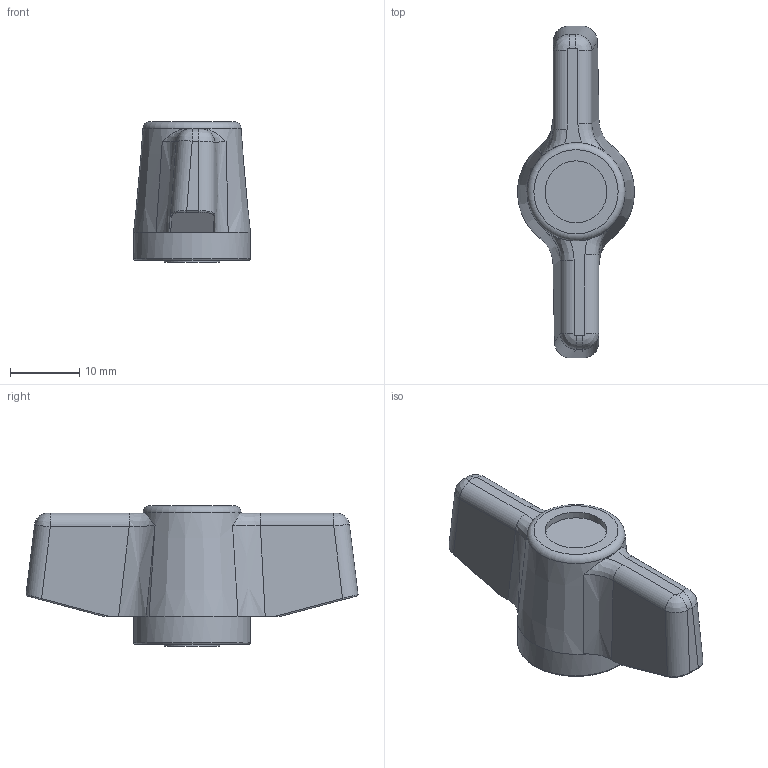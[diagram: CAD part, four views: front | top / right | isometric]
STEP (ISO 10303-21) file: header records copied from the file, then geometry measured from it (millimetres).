
FILE_DESCRIPTION( ( 'Unknown' ), '1' );
FILE_NAME( '6309510_GB48_M06.stp', 'Unknown', ( 'Unknown' ), ( 'Unknown' ), 'PSStep 11.0', 'Unknown', ' ' );
FILE_SCHEMA( ( 'AUTOMOTIVE_DESIGN { 1 0 10303 214 1 1 1 1 }' ) );
Length unit declared in the file: millimetre
Products named in the file (1): 6309510
Bounding box: 16.9 x 47.96 x 20.3 mm (x, y, z)
Volume: 6122.3 mm3; surface area: 2839.3 mm2
Topology: 1 solids, 2 shells, 62 faces, 147 edges, 89 vertices
Faces by surface type: cylinder 22, bspline 17, plane 16, cone 4, torus 2, sphere 1
Full cylindrical faces by diameter (mm): 4.917 x2, 8 x2, 8.956 x1, 16.9 x1
Entity records: 3359 total; most frequent: CARTESIAN_POINT 1633, DIRECTION 248, ORIENTED_EDGE 244, EDGE_CURVE 122, AXIS2_PLACEMENT_3D 105, VERTEX_POINT 80, EDGE_LOOP 74, FACE_OUTER_BOUND 69
